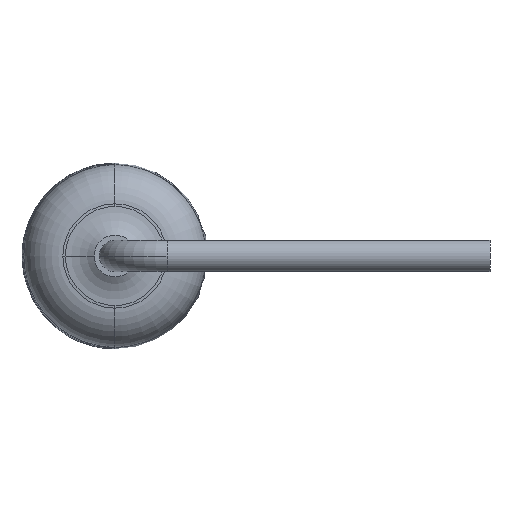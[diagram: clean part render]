
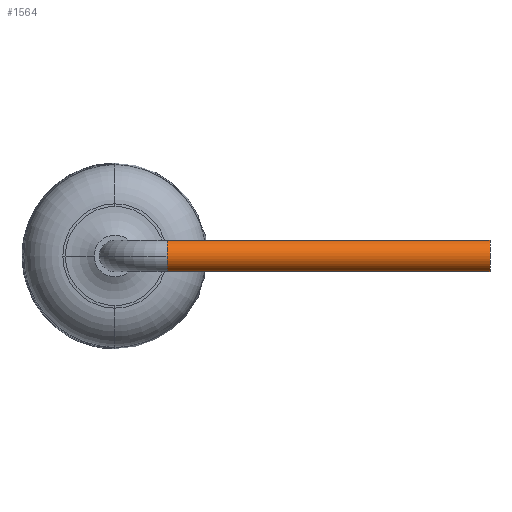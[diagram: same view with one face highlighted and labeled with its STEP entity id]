
A CAD part, left-side view. The second image highlights one B-rep face of the part: STEP entity #1564.
In plain terms, the highlighted cylindrical face has radius 0.3 mm (diameter 0.6 mm), a partial arc.
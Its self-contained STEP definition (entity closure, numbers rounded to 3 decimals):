
#15 = DIRECTION ( 'NONE',  ( 1., 0., 0. ) ) ;
#43 = EDGE_CURVE ( 'NONE', #1448, #1864, #1110, .T. ) ;
#50 = EDGE_CURVE ( 'NONE', #1864, #2457, #1472, .T. ) ;
#244 = CIRCLE ( 'NONE', #1993, 0.3 ) ;
#248 = VERTEX_POINT ( 'NONE', #822 ) ;
#271 = CARTESIAN_POINT ( 'NONE',  ( -6.35, -7.2, 0. ) ) ;
#277 = AXIS2_PLACEMENT_3D ( 'NONE', #271, #1284, #2270 ) ;
#384 = LINE ( 'NONE', #1172, #1692 ) ;
#555 = DIRECTION ( 'NONE',  ( 0., -1., 0. ) ) ;
#635 = CARTESIAN_POINT ( 'NONE',  ( -6.35, -1., 0. ) ) ;
#701 = DIRECTION ( 'NONE',  ( 0., 0., -1. ) ) ;
#822 = CARTESIAN_POINT ( 'NONE',  ( -6.65, -1., 0. ) ) ;
#825 = ORIENTED_EDGE ( 'NONE', *, *, #1647, .T. ) ;
#848 = AXIS2_PLACEMENT_3D ( 'NONE', #2291, #555, #1490 ) ;
#927 = AXIS2_PLACEMENT_3D ( 'NONE', #2144, #1905, #701 ) ;
#992 = ORIENTED_EDGE ( 'NONE', *, *, #43, .F. ) ;
#997 = DIRECTION ( 'NONE',  ( 0., -1., 0. ) ) ;
#1029 = EDGE_CURVE ( 'NONE', #248, #1347, #244, .T. ) ;
#1110 = LINE ( 'NONE', #2467, #2151 ) ;
#1147 = CARTESIAN_POINT ( 'NONE',  ( -6.35, -1., -0.3 ) ) ;
#1172 = CARTESIAN_POINT ( 'NONE',  ( -6.35, -1., -0.3 ) ) ;
#1284 = DIRECTION ( 'NONE',  ( 0., -1., 0. ) ) ;
#1347 = VERTEX_POINT ( 'NONE', #1147 ) ;
#1388 = ORIENTED_EDGE ( 'NONE', *, *, #1706, .T. ) ;
#1448 = VERTEX_POINT ( 'NONE', #1607 ) ;
#1472 = CIRCLE ( 'NONE', #277, 0.3 ) ;
#1490 = DIRECTION ( 'NONE',  ( 1., 0., 0. ) ) ;
#1502 = ORIENTED_EDGE ( 'NONE', *, *, #50, .F. ) ;
#1509 = DIRECTION ( 'NONE',  ( 0., -1., 0. ) ) ;
#1564 = ADVANCED_FACE ( 'NONE', ( #1665 ), #2464, .T. ) ;
#1597 = ORIENTED_EDGE ( 'NONE', *, *, #1029, .T. ) ;
#1607 = CARTESIAN_POINT ( 'NONE',  ( -6.35, -1., 0.3 ) ) ;
#1647 = EDGE_CURVE ( 'NONE', #1448, #248, #2521, .T. ) ;
#1665 = FACE_OUTER_BOUND ( 'NONE', #2090, .T. ) ;
#1692 = VECTOR ( 'NONE', #997, 1000. ) ;
#1706 = EDGE_CURVE ( 'NONE', #1347, #2457, #384, .T. ) ;
#1850 = DIRECTION ( 'NONE',  ( 0., -1., 0. ) ) ;
#1855 = CARTESIAN_POINT ( 'NONE',  ( -6.35, -7.2, 0.3 ) ) ;
#1864 = VERTEX_POINT ( 'NONE', #1855 ) ;
#1905 = DIRECTION ( 'NONE',  ( 0., -1., 0. ) ) ;
#1993 = AXIS2_PLACEMENT_3D ( 'NONE', #635, #1850, #15 ) ;
#2090 = EDGE_LOOP ( 'NONE', ( #992, #825, #1597, #1388, #1502 ) ) ;
#2144 = CARTESIAN_POINT ( 'NONE',  ( -6.35, -1., 0. ) ) ;
#2151 = VECTOR ( 'NONE', #1509, 1000. ) ;
#2270 = DIRECTION ( 'NONE',  ( 1., 0., 0. ) ) ;
#2291 = CARTESIAN_POINT ( 'NONE',  ( -6.35, -1., 0. ) ) ;
#2457 = VERTEX_POINT ( 'NONE', #2510 ) ;
#2464 = CYLINDRICAL_SURFACE ( 'NONE', #927, 0.3 ) ;
#2467 = CARTESIAN_POINT ( 'NONE',  ( -6.35, -1., 0.3 ) ) ;
#2510 = CARTESIAN_POINT ( 'NONE',  ( -6.35, -7.2, -0.3 ) ) ;
#2521 = CIRCLE ( 'NONE', #848, 0.3 ) ;
